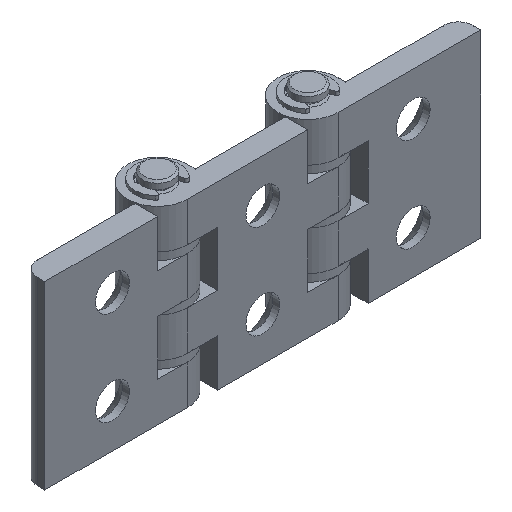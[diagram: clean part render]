
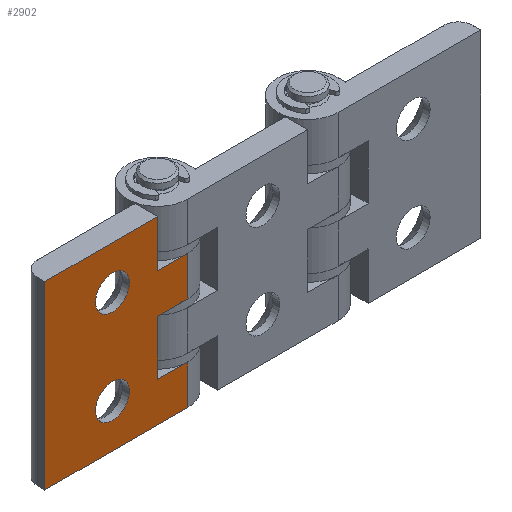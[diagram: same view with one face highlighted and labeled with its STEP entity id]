
A CAD part, isometric view. The second image highlights one B-rep face of the part: STEP entity #2902.
In plain terms, the highlighted planar face has unit normal (0, -1, 0).
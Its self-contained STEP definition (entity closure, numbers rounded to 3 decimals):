
#56=FACE_BOUND('',#487,.T.);
#57=FACE_BOUND('',#488,.T.);
#114=PLANE('',#3181);
#294=FACE_OUTER_BOUND('',#486,.T.);
#486=EDGE_LOOP('',(#2370,#2371,#2372,#2373,#2374,#2375,#2376,#2377,#2378,
#2379));
#487=EDGE_LOOP('',(#2380));
#488=EDGE_LOOP('',(#2381));
#703=LINE('',#4672,#961);
#705=LINE('',#4681,#963);
#707=LINE('',#4687,#965);
#715=LINE('',#4706,#973);
#718=LINE('',#4715,#976);
#721=LINE('',#4723,#979);
#723=LINE('',#4726,#981);
#727=LINE('',#4734,#985);
#728=LINE('',#4739,#986);
#729=LINE('',#4740,#987);
#961=VECTOR('',#3706,1000.);
#963=VECTOR('',#3714,1000.);
#965=VECTOR('',#3718,1000.);
#973=VECTOR('',#3734,1000.);
#976=VECTOR('',#3743,1000.);
#979=VECTOR('',#3750,1000.);
#981=VECTOR('',#3754,1000.);
#985=VECTOR('',#3764,1000.);
#986=VECTOR('',#3769,1000.);
#987=VECTOR('',#3770,1000.);
#1170=CIRCLE('',#3154,4.5);
#1171=CIRCLE('',#3156,4.5);
#1401=VERTEX_POINT('',#4651);
#1402=VERTEX_POINT('',#4655);
#1406=VERTEX_POINT('',#4666);
#1408=VERTEX_POINT('',#4670);
#1410=VERTEX_POINT('',#4675);
#1412=VERTEX_POINT('',#4679);
#1413=VERTEX_POINT('',#4683);
#1415=VERTEX_POINT('',#4686);
#1421=VERTEX_POINT('',#4701);
#1425=VERTEX_POINT('',#4714);
#1427=VERTEX_POINT('',#4720);
#1431=VERTEX_POINT('',#4738);
#1751=EDGE_CURVE('',#1401,#1401,#1170,.T.);
#1753=EDGE_CURVE('',#1402,#1402,#1171,.T.);
#1761=EDGE_CURVE('',#1406,#1408,#703,.T.);
#1765=EDGE_CURVE('',#1410,#1412,#705,.T.);
#1767=EDGE_CURVE('',#1413,#1415,#707,.T.);
#1777=EDGE_CURVE('',#1410,#1421,#715,.T.);
#1781=EDGE_CURVE('',#1412,#1425,#718,.T.);
#1785=EDGE_CURVE('',#1427,#1425,#721,.T.);
#1787=EDGE_CURVE('',#1406,#1427,#723,.T.);
#1792=EDGE_CURVE('',#1408,#1415,#727,.T.);
#1794=EDGE_CURVE('',#1413,#1431,#728,.T.);
#1795=EDGE_CURVE('',#1421,#1431,#729,.T.);
#2370=ORIENTED_EDGE('',*,*,#1792,.T.);
#2371=ORIENTED_EDGE('',*,*,#1767,.F.);
#2372=ORIENTED_EDGE('',*,*,#1794,.T.);
#2373=ORIENTED_EDGE('',*,*,#1795,.F.);
#2374=ORIENTED_EDGE('',*,*,#1777,.F.);
#2375=ORIENTED_EDGE('',*,*,#1765,.T.);
#2376=ORIENTED_EDGE('',*,*,#1781,.T.);
#2377=ORIENTED_EDGE('',*,*,#1785,.F.);
#2378=ORIENTED_EDGE('',*,*,#1787,.F.);
#2379=ORIENTED_EDGE('',*,*,#1761,.T.);
#2380=ORIENTED_EDGE('',*,*,#1751,.T.);
#2381=ORIENTED_EDGE('',*,*,#1753,.T.);
#2902=ADVANCED_FACE('',(#294,#56,#57),#114,.F.);
#3154=AXIS2_PLACEMENT_3D('',#4652,#3684,#3685);
#3156=AXIS2_PLACEMENT_3D('',#4656,#3689,#3690);
#3181=AXIS2_PLACEMENT_3D('',#4737,#3767,#3768);
#3684=DIRECTION('center_axis',(0.,1.,0.));
#3685=DIRECTION('ref_axis',(0.,0.,
-1.));
#3689=DIRECTION('center_axis',(0.,1.,0.));
#3690=DIRECTION('ref_axis',(0.,0.,
-1.));
#3706=DIRECTION('',(0.,0.,1.));
#3714=DIRECTION('',(0.,0.,1.));
#3718=DIRECTION('',(0.,0.,-1.));
#3734=DIRECTION('',(-1.,0.,0.));
#3743=DIRECTION('',(-1.,0.,0.));
#3750=DIRECTION('',(0.,0.,-1.));
#3754=DIRECTION('',(-1.,0.,0.));
#3764=DIRECTION('',(-1.,0.,0.));
#3767=DIRECTION('center_axis',(0.,1.,0.));
#3768=DIRECTION('ref_axis',(0.,0.,-1.));
#3769=DIRECTION('',(-1.,0.,0.));
#3770=DIRECTION('',(0.,0.,1.));
#4651=CARTESIAN_POINT('',(-62.556,-8.677,13.532));
#4652=CARTESIAN_POINT('Origin',(-62.556,-8.677,9.032));
#4655=CARTESIAN_POINT('',(-62.556,-8.677,-11.468));
#4656=CARTESIAN_POINT('Origin',(-62.556,-8.677,-15.968));
#4666=CARTESIAN_POINT('',(-42.556,-8.677,-2.468));
#4670=CARTESIAN_POINT('',(-42.556,-8.677,8.032));
#4672=CARTESIAN_POINT('',(-42.556,-8.677,-27.468));
#4675=CARTESIAN_POINT('',(-42.556,-8.677,-27.468));
#4679=CARTESIAN_POINT('',(-42.556,-8.677,-16.968));
#4681=CARTESIAN_POINT('',(-42.556,-8.677,-27.468));
#4683=CARTESIAN_POINT('',(-50.556,-8.677,20.532));
#4686=CARTESIAN_POINT('',(-50.556,-8.677,8.032));
#4687=CARTESIAN_POINT('',(-50.556,-8.677,20.532));
#4701=CARTESIAN_POINT('',(-80.556,-8.677,-27.468));
#4706=CARTESIAN_POINT('',(-42.556,-8.677,-27.468));
#4714=CARTESIAN_POINT('',(-50.556,-8.677,-16.968));
#4715=CARTESIAN_POINT('',(-42.556,-8.677,-16.968));
#4720=CARTESIAN_POINT('',(-50.556,-8.677,-2.468));
#4723=CARTESIAN_POINT('',(-50.556,-8.677,-2.468));
#4726=CARTESIAN_POINT('',(-42.556,-8.677,-2.468));
#4734=CARTESIAN_POINT('',(-42.556,-8.677,8.032));
#4737=CARTESIAN_POINT('Origin',(-42.556,-8.677,-27.468));
#4738=CARTESIAN_POINT('',(-80.556,-8.677,20.532));
#4739=CARTESIAN_POINT('',(-42.556,-8.677,20.532));
#4740=CARTESIAN_POINT('',(-80.556,-8.677,-27.468));
